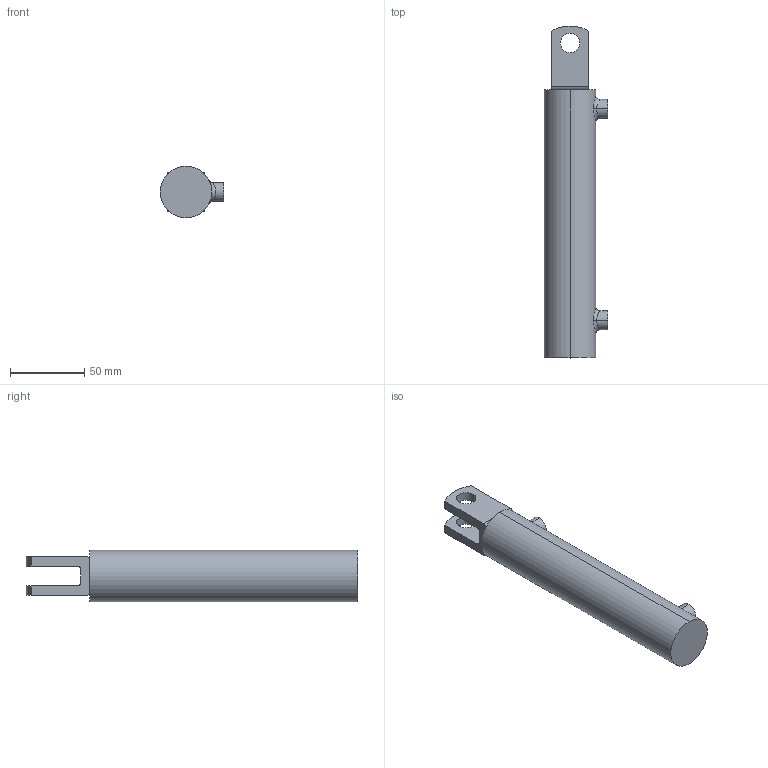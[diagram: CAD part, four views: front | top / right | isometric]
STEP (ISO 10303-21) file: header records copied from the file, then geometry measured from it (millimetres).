
FILE_DESCRIPTION (( 'STEP AP203' ), '1' );
FILE_NAME ('Cylinder_Default_sldprt.STEP', '2023-01-20T01:44:42', ( '' ), ( '' ), 'SwSTEP 2.0', 'SolidWorks 2022', '' );
FILE_SCHEMA (( 'CONFIG_CONTROL_DESIGN' ));
Length unit declared in the file: inch
Products named in the file (1): Cylinder_Default_sldprt
Bounding box: 42.86 x 224.16 x 34.92 mm (x, y, z)
Volume: 189571.1 mm3; surface area: 27679.7 mm2
Topology: 1 solids, 1 shells, 31 faces, 78 edges, 52 vertices
Faces by surface type: cylinder 16, plane 11, bspline 4
Entity records: 1943 total; most frequent: CARTESIAN_POINT 1114, ORIENTED_EDGE 156, DIRECTION 154, EDGE_CURVE 78, AXIS2_PLACEMENT_3D 60, VERTEX_POINT 52, EDGE_LOOP 38, LINE 34
